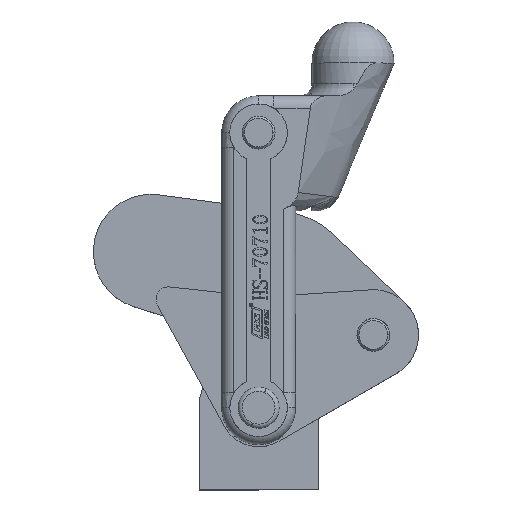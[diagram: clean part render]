
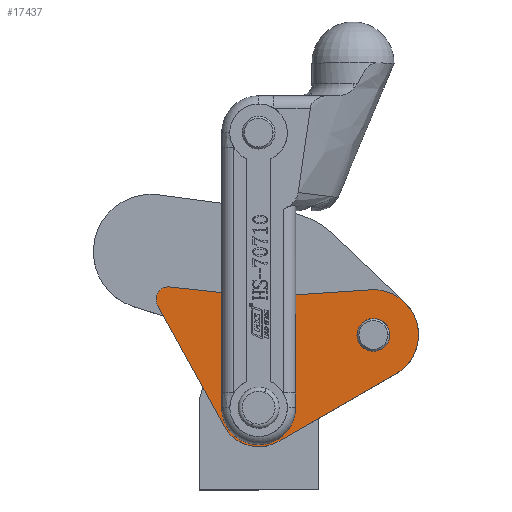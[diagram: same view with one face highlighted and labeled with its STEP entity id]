
A CAD part, top view. The second image highlights one B-rep face of the part: STEP entity #17437.
In plain terms, the highlighted planar face has unit normal (0, 0, 1).
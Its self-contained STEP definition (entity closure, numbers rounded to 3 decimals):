
#896 = CARTESIAN_POINT ( 'NONE',  ( 4.459, 12.799, 10. ) ) ;
#897 = DIRECTION ( 'NONE',  ( 0., 0., 1. ) ) ;
#898 = DIRECTION ( 'NONE',  ( 1., 0., 0. ) ) ;
#916 = CARTESIAN_POINT ( 'NONE',  ( 8.667, 4.282, 10. ) ) ;
#947 = CARTESIAN_POINT ( 'NONE',  ( -4.13, 8.741, 10. ) ) ;
#961 = CARTESIAN_POINT ( 'NONE',  ( -18.563, 39.287, 10. ) ) ;
#962 = CARTESIAN_POINT ( 'NONE',  ( 7.211, 39.666, 10. ) ) ;
#966 = CARTESIAN_POINT ( 'NONE',  ( 37.459, 28.799, 10. ) ) ;
#967 = CARTESIAN_POINT ( 'NONE',  ( -18.851, 40.568, 10. ) ) ;
#972 = CARTESIAN_POINT ( 'NONE',  ( 38.332, 18.937, 10. ) ) ;
#1707 = CARTESIAN_POINT ( 'NONE',  ( 0.459, 12.799, 10. ) ) ;
#1725 = CARTESIAN_POINT ( 'NONE',  ( 33.404, 39.799, 10. ) ) ;
#1734 = CARTESIAN_POINT ( 'NONE',  ( -15.345, 43.525, 10. ) ) ;
#1778 = CARTESIAN_POINT ( 'NONE',  ( 8.459, 12.799, 10. ) ) ;
#1779 = CARTESIAN_POINT ( 'NONE',  ( 29.459, 28.799, 10. ) ) ;
#2095 = LINE ( 'NONE', #19309, #2097 ) ;
#2097 = VECTOR ( 'NONE', #19310, 1000. ) ;
#2100 = LINE ( 'NONE', #19321, #2103 ) ;
#2103 = VECTOR ( 'NONE', #19322, 1000. ) ;
#2106 = CIRCLE ( 'NONE', #22202, 11. ) ;
#2110 = LINE ( 'NONE', #19258, #2113 ) ;
#2113 = VECTOR ( 'NONE', #19259, 1000. ) ;
#2114 = LINE ( 'NONE', #19268, #2121 ) ;
#2116 = CIRCLE ( 'NONE', #22204, 9.5 ) ;
#2118 = CIRCLE ( 'NONE', #22207, 4. ) ;
#2120 = CIRCLE ( 'NONE', #22205, 3. ) ;
#2121 = VECTOR ( 'NONE', #19272, 1000. ) ;
#2124 = CIRCLE ( 'NONE', #22209, 4. ) ;
#2786 = CIRCLE ( 'NONE', #14045, 4. ) ;
#4249 = DIRECTION ( 'NONE',  ( 0., 0., 1. ) ) ;
#4251 = CARTESIAN_POINT ( 'NONE',  ( -15.851, 40.568, 10. ) ) ;
#4254 = PLANE ( 'NONE',  #14180 ) ;
#4256 = DIRECTION ( 'NONE',  ( 1., 0., 0. ) ) ;
#5015 = CARTESIAN_POINT ( 'NONE',  ( 33.459, 28.799, 10. ) ) ;
#5016 = DIRECTION ( 'NONE',  ( 0., 0., 1. ) ) ;
#5017 = DIRECTION ( 'NONE',  ( 1., 0., 0. ) ) ;
#5070 = CARTESIAN_POINT ( 'NONE',  ( -15.851, 40.568, 10. ) ) ;
#5071 = DIRECTION ( 'NONE',  ( 0., 0., 1. ) ) ;
#5072 = DIRECTION ( 'NONE',  ( 1., 0., 0. ) ) ;
#6132 = FACE_BOUND ( 'NONE', #10197, .T. ) ;
#6134 = FACE_BOUND ( 'NONE', #10210, .T. ) ;
#6136 = FACE_OUTER_BOUND ( 'NONE', #10199, .T. ) ;
#6266 = CIRCLE ( 'NONE', #14259, 4. ) ;
#6283 = CIRCLE ( 'NONE', #14262, 3. ) ;
#8127 = EDGE_CURVE ( 'NONE', #11825, #20016, #2095, .T. ) ;
#8136 = EDGE_CURVE ( 'NONE', #20015, #11825, #2100, .T. ) ;
#8143 = EDGE_CURVE ( 'NONE', #11835, #20015, #2106, .T. ) ;
#8150 = EDGE_CURVE ( 'NONE', #11780, #11835, #2110, .T. ) ;
#8157 = EDGE_CURVE ( 'NONE', #11810, #11780, #2116, .T. ) ;
#8162 = EDGE_CURVE ( 'NONE', #11824, #11810, #2114, .T. ) ;
#8164 = EDGE_CURVE ( 'NONE', #20016, #11830, #2120, .T. ) ;
#8172 = EDGE_CURVE ( 'NONE', #11829, #20062, #2118, .T. ) ;
#8177 = EDGE_CURVE ( 'NONE', #20061, #20017, #2124, .T. ) ;
#8658 = ORIENTED_EDGE ( 'NONE', *, *, #19340, .F. ) ;
#8659 = ORIENTED_EDGE ( 'NONE', *, *, #8172, .F. ) ;
#8660 = ORIENTED_EDGE ( 'NONE', *, *, #8164, .T. ) ;
#8661 = ORIENTED_EDGE ( 'NONE', *, *, #19352, .T. ) ;
#8662 = ORIENTED_EDGE ( 'NONE', *, *, #8162, .T. ) ;
#8663 = ORIENTED_EDGE ( 'NONE', *, *, #8157, .T. ) ;
#8664 = ORIENTED_EDGE ( 'NONE', *, *, #8150, .T. ) ;
#8665 = ORIENTED_EDGE ( 'NONE', *, *, #8143, .T. ) ;
#8666 = ORIENTED_EDGE ( 'NONE', *, *, #8136, .T. ) ;
#8667 = ORIENTED_EDGE ( 'NONE', *, *, #8127, .T. ) ;
#8668 = ORIENTED_EDGE ( 'NONE', *, *, #11198, .F. ) ;
#8669 = ORIENTED_EDGE ( 'NONE', *, *, #8177, .F. ) ;
#10197 = EDGE_LOOP ( 'NONE', ( #8668, #8669 ) ) ;
#10199 = EDGE_LOOP ( 'NONE', ( #8660, #8661, #8662, #8663, #8664, #8665, #8666, #8667 ) ) ;
#10210 = EDGE_LOOP ( 'NONE', ( #8658, #8659 ) ) ;
#11198 = EDGE_CURVE ( 'NONE', #20017, #20061, #2786, .T. ) ;
#11780 = VERTEX_POINT ( 'NONE', #916 ) ;
#11810 = VERTEX_POINT ( 'NONE', #947 ) ;
#11824 = VERTEX_POINT ( 'NONE', #961 ) ;
#11825 = VERTEX_POINT ( 'NONE', #962 ) ;
#11829 = VERTEX_POINT ( 'NONE', #966 ) ;
#11830 = VERTEX_POINT ( 'NONE', #967 ) ;
#11835 = VERTEX_POINT ( 'NONE', #972 ) ;
#14045 = AXIS2_PLACEMENT_3D ( 'NONE', #896, #897, #898 ) ;
#14180 = AXIS2_PLACEMENT_3D ( 'NONE', #4251, #4249, #4256 ) ;
#14259 = AXIS2_PLACEMENT_3D ( 'NONE', #5015, #5016, #5017 ) ;
#14262 = AXIS2_PLACEMENT_3D ( 'NONE', #5070, #5071, #5072 ) ;
#17437 = ADVANCED_FACE ( 'NONE', ( #6134, #6136, #6132 ), #4254, .T. ) ;
#19254 = CARTESIAN_POINT ( 'NONE',  ( 33.459, 28.799, 10. ) ) ;
#19255 = DIRECTION ( 'NONE',  ( 0., 0., 1. ) ) ;
#19256 = DIRECTION ( 'NONE',  ( 1., 0., 0. ) ) ;
#19258 = CARTESIAN_POINT ( 'NONE',  ( 8.667, 4.282, 10. ) ) ;
#19259 = DIRECTION ( 'NONE',  ( 0.897, 0.443, 0. ) ) ;
#19268 = CARTESIAN_POINT ( 'NONE',  ( -18.563, 39.287, 10. ) ) ;
#19269 = CARTESIAN_POINT ( 'NONE',  ( 4.459, 12.799, 10. ) ) ;
#19270 = DIRECTION ( 'NONE',  ( 0., 0., 1. ) ) ;
#19271 = DIRECTION ( 'NONE',  ( 1., 0., 0. ) ) ;
#19272 = DIRECTION ( 'NONE',  ( 0.427, -0.904, 0. ) ) ;
#19274 = CARTESIAN_POINT ( 'NONE',  ( -15.851, 40.568, 10. ) ) ;
#19275 = DIRECTION ( 'NONE',  ( 0., 0., 1. ) ) ;
#19276 = DIRECTION ( 'NONE',  ( 1., 0., 0. ) ) ;
#19280 = CARTESIAN_POINT ( 'NONE',  ( 33.459, 28.799, 10. ) ) ;
#19281 = DIRECTION ( 'NONE',  ( 0., 0., 1. ) ) ;
#19282 = DIRECTION ( 'NONE',  ( 1., 0., 0. ) ) ;
#19286 = CARTESIAN_POINT ( 'NONE',  ( 4.459, 12.799, 10. ) ) ;
#19287 = DIRECTION ( 'NONE',  ( 0., 0., 1. ) ) ;
#19288 = DIRECTION ( 'NONE',  ( 1., 0., 0. ) ) ;
#19309 = CARTESIAN_POINT ( 'NONE',  ( 7.211, 39.666, 10. ) ) ;
#19310 = DIRECTION ( 'NONE',  ( -0.986, 0.169, 0. ) ) ;
#19321 = CARTESIAN_POINT ( 'NONE',  ( 33.404, 39.799, 10. ) ) ;
#19322 = DIRECTION ( 'NONE',  ( -1., -0.005, 0. ) ) ;
#19340 = EDGE_CURVE ( 'NONE', #20062, #11829, #6266, .T. ) ;
#19352 = EDGE_CURVE ( 'NONE', #11830, #11824, #6283, .T. ) ;
#20015 = VERTEX_POINT ( 'NONE', #1725 ) ;
#20016 = VERTEX_POINT ( 'NONE', #1734 ) ;
#20017 = VERTEX_POINT ( 'NONE', #1707 ) ;
#20061 = VERTEX_POINT ( 'NONE', #1778 ) ;
#20062 = VERTEX_POINT ( 'NONE', #1779 ) ;
#22202 = AXIS2_PLACEMENT_3D ( 'NONE', #19254, #19255, #19256 ) ;
#22204 = AXIS2_PLACEMENT_3D ( 'NONE', #19269, #19270, #19271 ) ;
#22205 = AXIS2_PLACEMENT_3D ( 'NONE', #19274, #19275, #19276 ) ;
#22207 = AXIS2_PLACEMENT_3D ( 'NONE', #19280, #19281, #19282 ) ;
#22209 = AXIS2_PLACEMENT_3D ( 'NONE', #19286, #19287, #19288 ) ;
